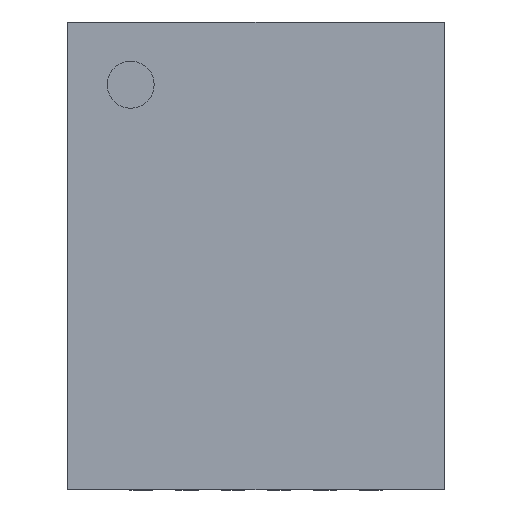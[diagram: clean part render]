
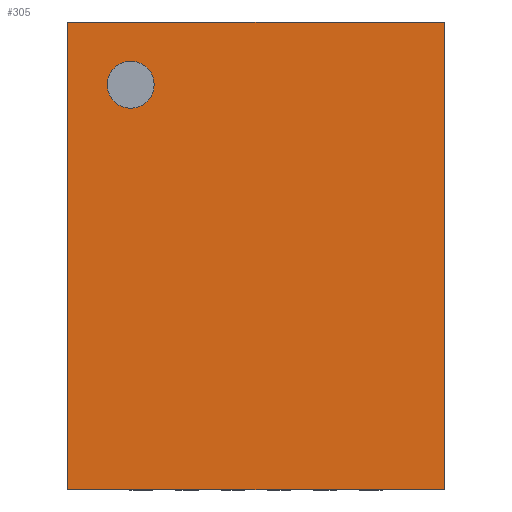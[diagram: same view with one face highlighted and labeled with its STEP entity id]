
A CAD part, top view. The second image highlights one B-rep face of the part: STEP entity #305.
In plain terms, the highlighted planar face has unit normal (0, 0, 1).
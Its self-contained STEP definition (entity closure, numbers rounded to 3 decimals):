
#241 = VERTEX_POINT('',#242);
#242 = CARTESIAN_POINT('',(0.,0.,0.8));
#257 = VERTEX_POINT('',#258);
#258 = CARTESIAN_POINT('',(0.,5.1,0.8));
#264 = EDGE_CURVE('',#241,#257,#265,.T.);
#265 = LINE('',#266,#267);
#266 = CARTESIAN_POINT('',(0.,0.,0.8));
#267 = VECTOR('',#268,1.);
#268 = DIRECTION('',(0.,1.,0.));
#287 = EDGE_CURVE('',#241,#288,#290,.T.);
#288 = VERTEX_POINT('',#289);
#289 = CARTESIAN_POINT('',(4.1,0.,0.8));
#290 = LINE('',#291,#292);
#291 = CARTESIAN_POINT('',(0.,0.,0.8));
#292 = VECTOR('',#293,1.);
#293 = DIRECTION('',(1.,0.,0.));
#305 = ADVANCED_FACE('',(#306,#324),#335,.T.);
#306 = FACE_BOUND('',#307,.T.);
#307 = EDGE_LOOP('',(#308,#309,#310,#318));
#308 = ORIENTED_EDGE('',*,*,#264,.F.);
#309 = ORIENTED_EDGE('',*,*,#287,.T.);
#310 = ORIENTED_EDGE('',*,*,#311,.T.);
#311 = EDGE_CURVE('',#288,#312,#314,.T.);
#312 = VERTEX_POINT('',#313);
#313 = CARTESIAN_POINT('',(4.1,5.1,0.8));
#314 = LINE('',#315,#316);
#315 = CARTESIAN_POINT('',(4.1,0.,0.8));
#316 = VECTOR('',#317,1.);
#317 = DIRECTION('',(0.,1.,0.));
#318 = ORIENTED_EDGE('',*,*,#319,.F.);
#319 = EDGE_CURVE('',#257,#312,#320,.T.);
#320 = LINE('',#321,#322);
#321 = CARTESIAN_POINT('',(0.,5.1,0.8));
#322 = VECTOR('',#323,1.);
#323 = DIRECTION('',(1.,0.,0.));
#324 = FACE_BOUND('',#325,.T.);
#325 = EDGE_LOOP('',(#326));
#326 = ORIENTED_EDGE('',*,*,#327,.F.);
#327 = EDGE_CURVE('',#328,#328,#330,.T.);
#328 = VERTEX_POINT('',#329);
#329 = CARTESIAN_POINT('',(0.94,4.417,0.8));
#330 = CIRCLE('',#331,0.256);
#331 = AXIS2_PLACEMENT_3D('',#332,#333,#334);
#332 = CARTESIAN_POINT('',(0.683,4.417,0.8));
#333 = DIRECTION('',(0.,0.,1.));
#334 = DIRECTION('',(1.,0.,0.));
#335 = PLANE('',#336);
#336 = AXIS2_PLACEMENT_3D('',#337,#338,#339);
#337 = CARTESIAN_POINT('',(0.,0.,0.8));
#338 = DIRECTION('',(0.,0.,1.));
#339 = DIRECTION('',(1.,0.,0.));
